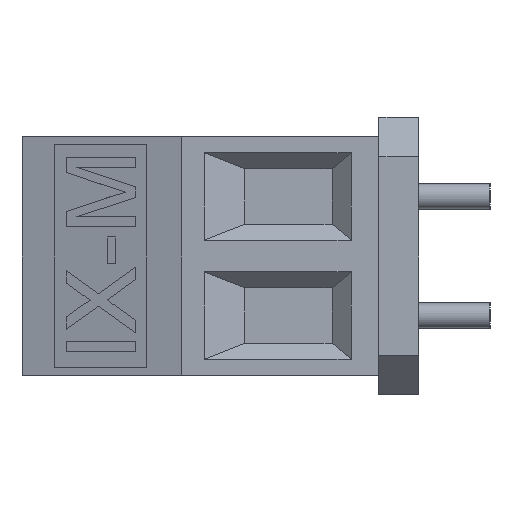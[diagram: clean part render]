
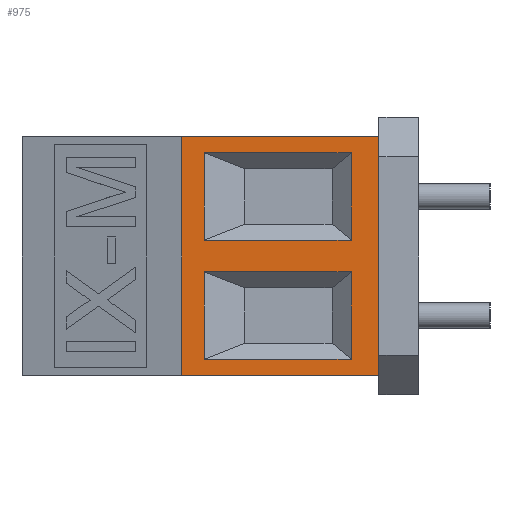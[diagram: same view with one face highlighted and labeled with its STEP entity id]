
A CAD part, left-side view. The second image highlights one B-rep face of the part: STEP entity #975.
In plain terms, the highlighted planar face has unit normal (-1, 0, 0).
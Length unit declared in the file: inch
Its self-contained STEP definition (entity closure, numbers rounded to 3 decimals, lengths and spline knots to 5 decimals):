
#132 = EDGE_CURVE ( 'NONE', #18536, #35282, #16717, .T. ) ;
#362 = EDGE_CURVE ( 'NONE', #7692, #9980, #34593, .T. ) ;
#784 = VERTEX_POINT ( 'NONE', #36404 ) ;
#975 = ADVANCED_FACE ( 'NONE', ( #17847, #9105, #26161 ), #20957, .T. ) ;
#1057 = AXIS2_PLACEMENT_3D ( 'NONE', #18031, #11246, #23460 ) ;
#1144 = DIRECTION ( 'NONE',  ( 0., 1., 0. ) ) ;
#1225 = DIRECTION ( 'NONE',  ( 0., 0., 1. ) ) ;
#1229 = CARTESIAN_POINT ( 'NONE',  ( 0.98992, 0.26632, 0.17 ) ) ;
#1302 = VECTOR ( 'NONE', #23382, 39.37008 ) ;
#2184 = CARTESIAN_POINT ( 'NONE',  ( 0.98992, 0.29467, 0.3 ) ) ;
#2224 = CARTESIAN_POINT ( 'NONE',  ( 0.98992, 0.08132, 0.13 ) ) ;
#2853 = CARTESIAN_POINT ( 'NONE',  ( 0.98992, 0.26632, 0.02 ) ) ;
#3669 = LINE ( 'NONE', #9854, #27948 ) ;
#4674 = EDGE_CURVE ( 'NONE', #18536, #23110, #3669, .T. ) ;
#5866 = VECTOR ( 'NONE', #13798, 39.37008 ) ;
#6141 = EDGE_CURVE ( 'NONE', #22220, #784, #11376, .T. ) ;
#7272 = EDGE_LOOP ( 'NONE', ( #29441, #17215, #25063, #29880 ) ) ;
#7554 = EDGE_CURVE ( 'NONE', #19048, #17904, #32860, .T. ) ;
#7692 = VERTEX_POINT ( 'NONE', #10767 ) ;
#8266 = CARTESIAN_POINT ( 'NONE',  ( 0.98992, 0.08132, 0.28 ) ) ;
#8609 = DIRECTION ( 'NONE',  ( 0., 0., 1. ) ) ;
#9105 = FACE_BOUND ( 'NONE', #7272, .T. ) ;
#9349 = ORIENTED_EDGE ( 'NONE', *, *, #33013, .T. ) ;
#9367 = EDGE_LOOP ( 'NONE', ( #23245, #12437, #33641, #13268 ) ) ;
#9425 = CARTESIAN_POINT ( 'NONE',  ( 0.98992, 0.04632, 0.13 ) ) ;
#9712 = CARTESIAN_POINT ( 'NONE',  ( 0.98992, 0.29467, 0. ) ) ;
#9836 = CARTESIAN_POINT ( 'NONE',  ( 0.98992, 0.04632, 0.17 ) ) ;
#9854 = CARTESIAN_POINT ( 'NONE',  ( 0.98992, 0.08132, 0.3 ) ) ;
#9980 = VERTEX_POINT ( 'NONE', #2853 ) ;
#10767 = CARTESIAN_POINT ( 'NONE',  ( 0.98992, 0.08132, 0.02 ) ) ;
#11246 = DIRECTION ( 'NONE',  ( -1., 0., 0. ) ) ;
#11376 = LINE ( 'NONE', #37688, #32991 ) ;
#11539 = LINE ( 'NONE', #26850, #1302 ) ;
#12158 = ORIENTED_EDGE ( 'NONE', *, *, #16352, .T. ) ;
#12177 = DIRECTION ( 'NONE',  ( 0., -1., 0. ) ) ;
#12437 = ORIENTED_EDGE ( 'NONE', *, *, #25319, .F. ) ;
#13268 = ORIENTED_EDGE ( 'NONE', *, *, #4674, .F. ) ;
#13602 = CARTESIAN_POINT ( 'NONE',  ( 0.98992, 0.49587, 0. ) ) ;
#13798 = DIRECTION ( 'NONE',  ( 0., 0., -1. ) ) ;
#14848 = VECTOR ( 'NONE', #38156, 39.37008 ) ;
#16352 = EDGE_CURVE ( 'NONE', #784, #26392, #27666, .T. ) ;
#16717 = LINE ( 'NONE', #2184, #5866 ) ;
#16817 = DIRECTION ( 'NONE',  ( 0., 1., 0. ) ) ;
#17215 = ORIENTED_EDGE ( 'NONE', *, *, #362, .T. ) ;
#17626 = VERTEX_POINT ( 'NONE', #36081 ) ;
#17751 = VERTEX_POINT ( 'NONE', #25295 ) ;
#17847 = FACE_OUTER_BOUND ( 'NONE', #9367, .T. ) ;
#17904 = VERTEX_POINT ( 'NONE', #2224 ) ;
#18031 = CARTESIAN_POINT ( 'NONE',  ( 0.98992, 0.04632, 0. ) ) ;
#18536 = VERTEX_POINT ( 'NONE', #37661 ) ;
#19048 = VERTEX_POINT ( 'NONE', #24102 ) ;
#19550 = VECTOR ( 'NONE', #16817, 39.37008 ) ;
#19654 = VECTOR ( 'NONE', #8609, 39.37008 ) ;
#20424 = CARTESIAN_POINT ( 'NONE',  ( 0.98992, 0.04632, 0.02 ) ) ;
#20456 = LINE ( 'NONE', #35292, #19654 ) ;
#20938 = CARTESIAN_POINT ( 'NONE',  ( 0.98992, 0.04632, 0.28 ) ) ;
#20957 = PLANE ( 'NONE',  #1057 ) ;
#21242 = EDGE_CURVE ( 'NONE', #9980, #19048, #25051, .T. ) ;
#21702 = DIRECTION ( 'NONE',  ( 0., -1., 0. ) ) ;
#22220 = VERTEX_POINT ( 'NONE', #8266 ) ;
#22827 = CARTESIAN_POINT ( 'NONE',  ( 0.98992, 0.04632, 0.02 ) ) ;
#23110 = VERTEX_POINT ( 'NONE', #36525 ) ;
#23245 = ORIENTED_EDGE ( 'NONE', *, *, #132, .T. ) ;
#23382 = DIRECTION ( 'NONE',  ( 0., 0., -1. ) ) ;
#23460 = DIRECTION ( 'NONE',  ( 0., 0., 1. ) ) ;
#23587 = VECTOR ( 'NONE', #1225, 39.37008 ) ;
#23980 = VECTOR ( 'NONE', #12177, 39.37008 ) ;
#24102 = CARTESIAN_POINT ( 'NONE',  ( 0.98992, 0.26632, 0.13 ) ) ;
#24853 = CARTESIAN_POINT ( 'NONE',  ( 0.98992, 0.26632, 0. ) ) ;
#25051 = LINE ( 'NONE', #24853, #23587 ) ;
#25063 = ORIENTED_EDGE ( 'NONE', *, *, #21242, .T. ) ;
#25295 = CARTESIAN_POINT ( 'NONE',  ( 0.98992, 0.04632, 0. ) ) ;
#25319 = EDGE_CURVE ( 'NONE', #17751, #35282, #36992, .T. ) ;
#25539 = ORIENTED_EDGE ( 'NONE', *, *, #36351, .T. ) ;
#26019 = LINE ( 'NONE', #20424, #14848 ) ;
#26161 = FACE_BOUND ( 'NONE', #29933, .T. ) ;
#26392 = VERTEX_POINT ( 'NONE', #1229 ) ;
#26806 = VECTOR ( 'NONE', #33049, 39.37008 ) ;
#26850 = CARTESIAN_POINT ( 'NONE',  ( 0.98992, 0.08132, 0. ) ) ;
#27440 = EDGE_CURVE ( 'NONE', #17904, #7692, #11539, .T. ) ;
#27666 = LINE ( 'NONE', #9836, #37584 ) ;
#27948 = VECTOR ( 'NONE', #21702, 39.37008 ) ;
#29441 = ORIENTED_EDGE ( 'NONE', *, *, #27440, .T. ) ;
#29880 = ORIENTED_EDGE ( 'NONE', *, *, #7554, .T. ) ;
#29933 = EDGE_LOOP ( 'NONE', ( #9349, #34667, #12158, #25539 ) ) ;
#30344 = VECTOR ( 'NONE', #30445, 39.37008 ) ;
#30445 = DIRECTION ( 'NONE',  ( 0., 1., 0. ) ) ;
#32324 = LINE ( 'NONE', #20938, #23980 ) ;
#32481 = DIRECTION ( 'NONE',  ( 0., 0., -1. ) ) ;
#32860 = LINE ( 'NONE', #9425, #26806 ) ;
#32991 = VECTOR ( 'NONE', #32481, 39.37008 ) ;
#33013 = EDGE_CURVE ( 'NONE', #17626, #22220, #32324, .T. ) ;
#33049 = DIRECTION ( 'NONE',  ( 0., -1., 0. ) ) ;
#33641 = ORIENTED_EDGE ( 'NONE', *, *, #37858, .F. ) ;
#34593 = LINE ( 'NONE', #22827, #19550 ) ;
#34667 = ORIENTED_EDGE ( 'NONE', *, *, #6141, .T. ) ;
#35282 = VERTEX_POINT ( 'NONE', #9712 ) ;
#35292 = CARTESIAN_POINT ( 'NONE',  ( 0.98992, 0.26632, 0. ) ) ;
#36081 = CARTESIAN_POINT ( 'NONE',  ( 0.98992, 0.26632, 0.28 ) ) ;
#36351 = EDGE_CURVE ( 'NONE', #26392, #17626, #20456, .T. ) ;
#36404 = CARTESIAN_POINT ( 'NONE',  ( 0.98992, 0.08132, 0.17 ) ) ;
#36525 = CARTESIAN_POINT ( 'NONE',  ( 0.98992, 0.04632, 0.3 ) ) ;
#36992 = LINE ( 'NONE', #13602, #30344 ) ;
#37584 = VECTOR ( 'NONE', #1144, 39.37008 ) ;
#37661 = CARTESIAN_POINT ( 'NONE',  ( 0.98992, 0.29467, 0.3 ) ) ;
#37688 = CARTESIAN_POINT ( 'NONE',  ( 0.98992, 0.08132, 0. ) ) ;
#37858 = EDGE_CURVE ( 'NONE', #23110, #17751, #26019, .T. ) ;
#38156 = DIRECTION ( 'NONE',  ( 0., 0., -1. ) ) ;
